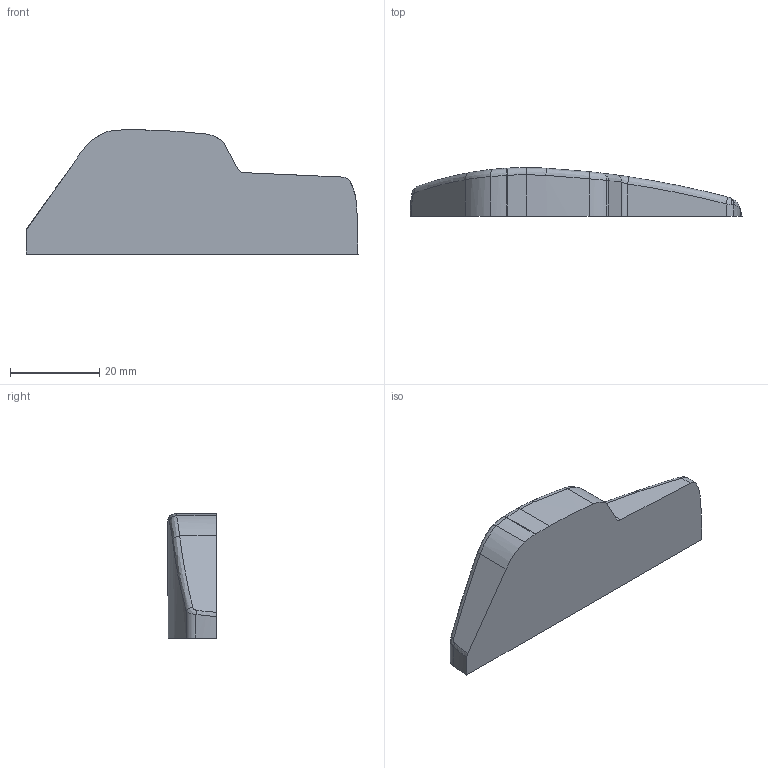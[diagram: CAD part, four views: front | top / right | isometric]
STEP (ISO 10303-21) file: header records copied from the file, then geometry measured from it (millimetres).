
FILE_DESCRIPTION(/* description */ (''),/* implementation_level */ '2;1');
FILE_NAME(/* name */ 'upperBody.stp',/* time_stamp */ '2025-03-14T21:42:16+01:00',/* author */ ('Matte'),/* organization */ (''),/* preprocessor_version */ 'ST-DEVELOPER v20',/* originating_system */ 'Autodesk Inventor 2025',/* authorisation */ '');
FILE_SCHEMA (('AUTOMOTIVE_DESIGN { 1 0 10303 214 3 1 1 }'));
Length unit declared in the file: inch
Products named in the file (2): Assembly_Sedan; cad_Sedan_d
Assembly tree (1 placements, depth 2):
  Assembly_Sedan
    cad_Sedan_d
Bounding box: 74.32 x 10.91 x 27.8 mm (x, y, z)
Volume: 14157.7 mm3; surface area: 4591.6 mm2
Topology: 1 solids, 1 shells, 41 faces, 103 edges, 64 vertices
Faces by surface type: bspline 18, cylinder 16, plane 6, torus 1
Entity records: 1701 total; most frequent: CARTESIAN_POINT 748, ORIENTED_EDGE 206, DIRECTION 156, EDGE_CURVE 103, AXIS2_PLACEMENT_3D 66, VERTEX_POINT 64, FACE_OUTER_BOUND 41, EDGE_LOOP 41
